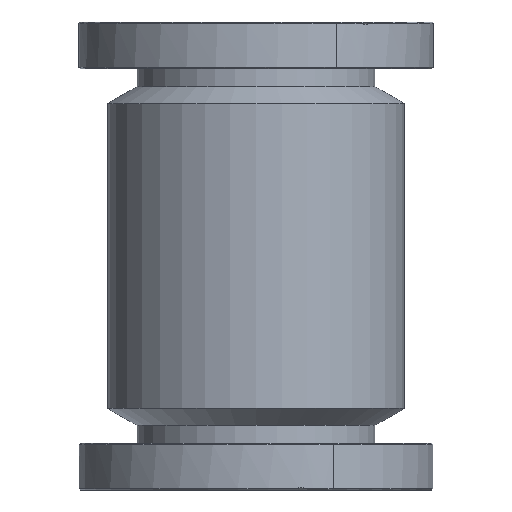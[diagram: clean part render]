
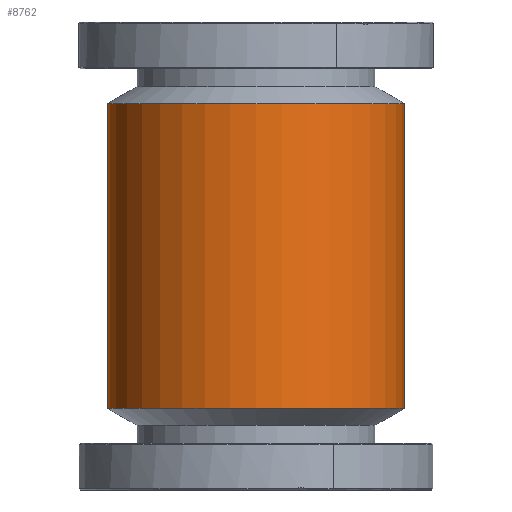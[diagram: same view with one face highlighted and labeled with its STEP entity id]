
A CAD part, front view. The second image highlights one B-rep face of the part: STEP entity #8762.
In plain terms, the highlighted cylindrical face has radius 63.5 mm (diameter 127 mm), a partial arc.
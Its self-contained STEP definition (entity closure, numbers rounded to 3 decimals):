
#114 = EDGE_CURVE ( 'NONE', #2712, #6470, #578, .T. ) ;
#234 = CARTESIAN_POINT ( 'NONE',  ( 63.5, 0., 110.164 ) ) ;
#486 = CARTESIAN_POINT ( 'NONE',  ( 0., 0., 110.164 ) ) ;
#505 = AXIS2_PLACEMENT_3D ( 'NONE', #486, #3418, #1235 ) ;
#578 = CIRCLE ( 'NONE', #4617, 63.5 ) ;
#906 = VECTOR ( 'NONE', #4713, 1000. ) ;
#921 = CYLINDRICAL_SURFACE ( 'NONE', #505, 63.5 ) ;
#1131 = EDGE_CURVE ( 'NONE', #1238, #6470, #2857, .T. ) ;
#1235 = DIRECTION ( 'NONE',  ( 1., 0., 0. ) ) ;
#1238 = VERTEX_POINT ( 'NONE', #4845 ) ;
#2029 = ORIENTED_EDGE ( 'NONE', *, *, #4936, .F. ) ;
#2282 = CARTESIAN_POINT ( 'NONE',  ( 0., 0., -65.1 ) ) ;
#2712 = VERTEX_POINT ( 'NONE', #2919 ) ;
#2857 = LINE ( 'NONE', #234, #906 ) ;
#2919 = CARTESIAN_POINT ( 'NONE',  ( -63.5, 0., 65.1 ) ) ;
#3031 = DIRECTION ( 'NONE',  ( 1., 0., 0. ) ) ;
#3418 = DIRECTION ( 'NONE',  ( 0., 0., 1. ) ) ;
#3509 = ORIENTED_EDGE ( 'NONE', *, *, #8537, .T. ) ;
#3947 = CARTESIAN_POINT ( 'NONE',  ( -63.5, 0., 110.164 ) ) ;
#4259 = CIRCLE ( 'NONE', #6447, 63.5 ) ;
#4310 = VERTEX_POINT ( 'NONE', #7770 ) ;
#4617 = AXIS2_PLACEMENT_3D ( 'NONE', #6887, #8247, #8284 ) ;
#4713 = DIRECTION ( 'NONE',  ( 0., 0., 1. ) ) ;
#4845 = CARTESIAN_POINT ( 'NONE',  ( 63.5, 0., -65.1 ) ) ;
#4891 = EDGE_LOOP ( 'NONE', ( #2029, #3509, #5356, #9214 ) ) ;
#4936 = EDGE_CURVE ( 'NONE', #4310, #2712, #9328, .T. ) ;
#5356 = ORIENTED_EDGE ( 'NONE', *, *, #1131, .T. ) ;
#6447 = AXIS2_PLACEMENT_3D ( 'NONE', #2282, #7388, #3031 ) ;
#6470 = VERTEX_POINT ( 'NONE', #7321 ) ;
#6709 = VECTOR ( 'NONE', #8300, 1000. ) ;
#6887 = CARTESIAN_POINT ( 'NONE',  ( 0., 0., 65.1 ) ) ;
#7321 = CARTESIAN_POINT ( 'NONE',  ( 63.5, 0., 65.1 ) ) ;
#7388 = DIRECTION ( 'NONE',  ( 0., 0., 1. ) ) ;
#7770 = CARTESIAN_POINT ( 'NONE',  ( -63.5, 0., -65.1 ) ) ;
#8247 = DIRECTION ( 'NONE',  ( 0., 0., 1. ) ) ;
#8284 = DIRECTION ( 'NONE',  ( 1., 0., 0. ) ) ;
#8300 = DIRECTION ( 'NONE',  ( 0., 0., 1. ) ) ;
#8537 = EDGE_CURVE ( 'NONE', #4310, #1238, #4259, .T. ) ;
#8762 = ADVANCED_FACE ( 'NONE', ( #8913 ), #921, .T. ) ;
#8913 = FACE_OUTER_BOUND ( 'NONE', #4891, .T. ) ;
#9214 = ORIENTED_EDGE ( 'NONE', *, *, #114, .F. ) ;
#9328 = LINE ( 'NONE', #3947, #6709 ) ;
